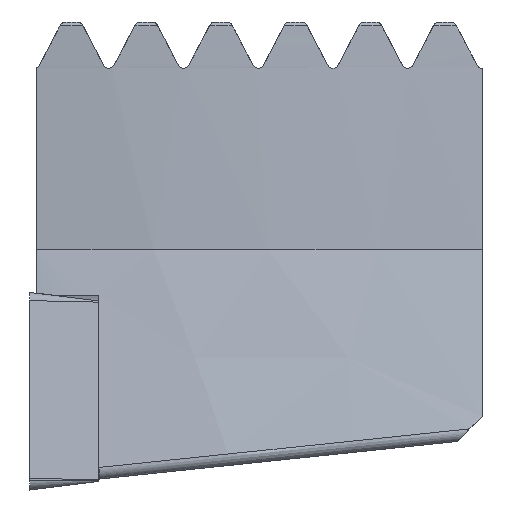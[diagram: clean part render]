
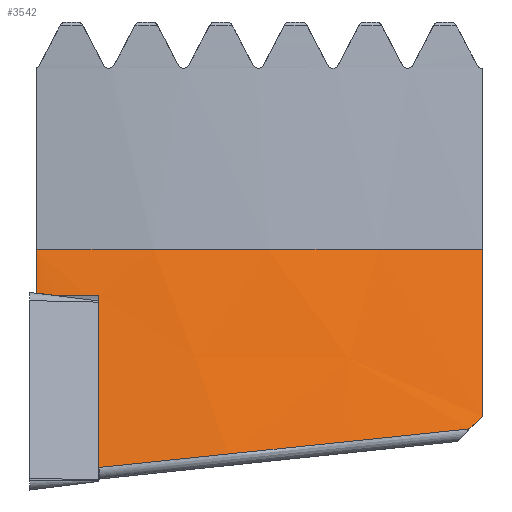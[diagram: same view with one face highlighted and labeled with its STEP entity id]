
A CAD part, left-side view. The second image highlights one B-rep face of the part: STEP entity #3542.
In plain terms, the highlighted conical face has half-angle 10 degrees and reference radius 70 mm.
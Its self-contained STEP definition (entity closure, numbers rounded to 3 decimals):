
#1340=VERTEX_POINT('NONE',#3944);
#1394=VERTEX_POINT('NONE',#4002);
#1440=VERTEX_POINT('NONE',#4053);
#1456=VERTEX_POINT('NONE',#4070);
#1494=EDGE_CURVE('NONE',#1456,#1440,#4111,.F.);
#1554=EDGE_CURVE('NONE',#3588,#1456,#4174,.T.);
#1748=EDGE_CURVE('NONE',#3342,#1394,#4395,.T.);
#2162=VERTEX_POINT('NONE',#4845);
#2230=VERTEX_POINT('NONE',#4922);
#2794=EDGE_CURVE('NONE',#2162,#2230,#5535,.F.);
#2998=EDGE_CURVE('NONE',#1340,#2230,#5752,.T.);
#3068=EDGE_CURVE('NONE',#3588,#1340,#5830,.T.);
#3342=VERTEX_POINT('NONE',#6125);
#3392=EDGE_CURVE('NONE',#2162,#3604,#6180,.T.);
#3504=EDGE_CURVE('NONE',#1394,#3604,#6301,.F.);
#3542=ADVANCED_FACE('NONE',(#6344),#6345,.T.);
#3588=VERTEX_POINT('NONE',#6398);
#3604=VERTEX_POINT('NONE',#6415);
#3676=EDGE_CURVE('NONE',#3342,#1440,#6498,.F.);
#3944=CARTESIAN_POINT('',(3.542,-5.56,15.64));
#4002=CARTESIAN_POINT('',(11.223,-36.36,5.903));
#4053=CARTESIAN_POINT('',(4.,-0.56,19.326));
#4070=CARTESIAN_POINT('',(3.38,-0.56,15.811));
#4111=LINE('',#7038,#7039);
#4174=ELLIPSE('',#7118,71.101,70.63);
#4395=(B_SPLINE_CURVE(2,(#7458,#7459,#7460),.UNSPECIFIED.,.F.,.F.)B_SPLINE_CURVE_WITH_KNOTS((3,3),(1.322,15.022),.UNSPECIFIED.)RATIONAL_B_SPLINE_CURVE((1.,1.,1.))BOUNDED_CURVE()REPRESENTATION_ITEM('')GEOMETRIC_REPRESENTATION_ITEM()CURVE());
#4845=CARTESIAN_POINT('',(1.098,-5.574,1.814));
#4922=CARTESIAN_POINT('',(1.097,-5.56,1.814));
#5535=CIRCLE('',#10194,73.088);
#5752=(B_SPLINE_CURVE(2,(#10582,#10583,#10584),.UNSPECIFIED.,.F.,.F.)B_SPLINE_CURVE_WITH_KNOTS((3,3),(1.307,15.347),.UNSPECIFIED.)RATIONAL_B_SPLINE_CURVE((1.,1.,1.))BOUNDED_CURVE()REPRESENTATION_ITEM('')GEOMETRIC_REPRESENTATION_ITEM()CURVE());
#5830=CIRCLE('',#10738,70.65);
#6125=CARTESIAN_POINT('',(13.967,-36.36,19.326));
#6180=B_SPLINE_CURVE_WITH_KNOTS('',3,(#11433,#11434,#11435,#11436,#11437,#11438,#11439,#11440,#11441,#11442,#11443,#11444,#11445),.UNSPECIFIED.,.F.,.F.,(4,3,3,3,4),(0.0,0.2,0.77,0.833,1.0),.UNSPECIFIED.);
#6301=ELLIPSE('',#11610,114.892,79.968);
#6344=FACE_OUTER_BOUND('',#11673,.T.);
#6345=CONICAL_SURFACE('',#11674,70.0,0.175);
#6398=CARTESIAN_POINT('',(3.37,-2.06,15.64));
#6415=CARTESIAN_POINT('',(10.466,-35.369,4.912));
#6498=CIRCLE('',#11890,70.0);
#7038=CARTESIAN_POINT('',(3.69,-0.56,17.569));
#7039=VECTOR('',#12508,1.0);
#7118=AXIS2_PLACEMENT_3D('',#12555,#12556,#12557);
#7458=CARTESIAN_POINT('',(13.967,-36.36,19.326));
#7459=CARTESIAN_POINT('',(12.618,-36.36,12.764));
#7460=CARTESIAN_POINT('',(11.223,-36.36,5.903));
#10194=AXIS2_PLACEMENT_3D('',#14167,#14168,#14169);
#10582=CARTESIAN_POINT('',(3.542,-5.56,15.64));
#10583=CARTESIAN_POINT('',(2.34,-5.56,8.845));
#10584=CARTESIAN_POINT('',(1.097,-5.56,1.814));
#10738=AXIS2_PLACEMENT_3D('',#14451,#14452,#14453);
#11433=CARTESIAN_POINT('',(1.098,-5.574,1.814));
#11434=CARTESIAN_POINT('',(1.286,-7.663,2.032));
#11435=CARTESIAN_POINT('',(1.564,-9.744,2.248));
#11436=CARTESIAN_POINT('',(1.93,-11.809,2.463));
#11437=CARTESIAN_POINT('',(2.975,-17.696,3.075));
#11438=CARTESIAN_POINT('',(4.744,-23.455,3.674));
#11439=CARTESIAN_POINT('',(7.187,-28.917,4.241));
#11440=CARTESIAN_POINT('',(7.459,-29.524,4.304));
#11441=CARTESIAN_POINT('',(7.738,-30.127,4.367));
#11442=CARTESIAN_POINT('',(8.026,-30.726,4.429));
#11443=CARTESIAN_POINT('',(8.784,-32.302,4.593));
#11444=CARTESIAN_POINT('',(9.597,-33.852,4.754));
#11445=CARTESIAN_POINT('',(10.466,-35.369,4.912));
#11610=AXIS2_PLACEMENT_3D('',#14951,#14952,#14953);
#11673=EDGE_LOOP('',(#15005,#15006,#15007,#15008,#15009,#15010,#15011,#15012,#15013));
#11674=AXIS2_PLACEMENT_3D('',#15014,#15015,#15016);
#11890=AXIS2_PLACEMENT_3D('',#15261,#15262,#15263);
#12508=DIRECTION('',(-0.174,0.,-0.985));
#12555=CARTESIAN_POINT('',(74.,-1.779,15.672));
#12556=DIRECTION('',(0.,0.113,-0.994));
#12557=DIRECTION('',(0.,-0.994,-0.113));
#14167=CARTESIAN_POINT('',(74.0,-0.36,1.814));
#14168=DIRECTION('',(0.,0.,1.0));
#14169=DIRECTION('',(0.,1.0,0.));
#14451=CARTESIAN_POINT('',(74.0,-0.36,15.64));
#14452=DIRECTION('',(0.,0.,1.0));
#14453=DIRECTION('',(0.,1.0,0.));
#14951=CARTESIAN_POINT('',(74.0,13.965,-44.422));
#14952=DIRECTION('',(0.,0.707,0.707));
#14953=DIRECTION('',(0.,-0.707,0.707));
#15005=ORIENTED_EDGE('',*,*,#3504,.F.);
#15006=ORIENTED_EDGE('',*,*,#1748,.F.);
#15007=ORIENTED_EDGE('',*,*,#3676,.T.);
#15008=ORIENTED_EDGE('',*,*,#1494,.F.);
#15009=ORIENTED_EDGE('',*,*,#1554,.F.);
#15010=ORIENTED_EDGE('',*,*,#3068,.T.);
#15011=ORIENTED_EDGE('',*,*,#2998,.T.);
#15012=ORIENTED_EDGE('',*,*,#2794,.F.);
#15013=ORIENTED_EDGE('',*,*,#3392,.T.);
#15014=CARTESIAN_POINT('',(74.0,-0.36,19.326));
#15015=DIRECTION('',(0.,0.,-1.0));
#15016=DIRECTION('',(0.,1.0,0.));
#15261=CARTESIAN_POINT('',(74.0,-0.36,19.326));
#15262=DIRECTION('',(0.,0.,1.0));
#15263=DIRECTION('',(0.,1.0,0.));
